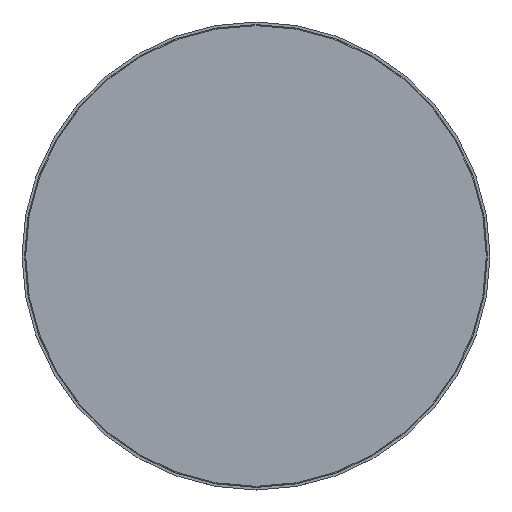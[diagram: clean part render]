
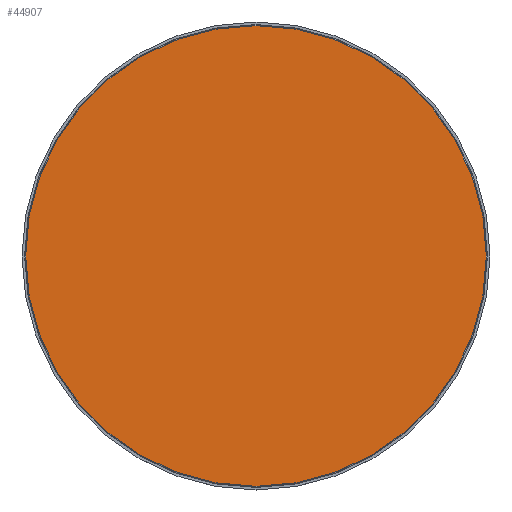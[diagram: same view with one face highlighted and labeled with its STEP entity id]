
A CAD part, top view. The second image highlights one B-rep face of the part: STEP entity #44907.
In plain terms, the highlighted planar face has unit normal (0, 0, 1).
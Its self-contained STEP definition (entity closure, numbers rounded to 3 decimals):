
#10631=FACE_OUTER_BOUND('',#13055,.T.);
#13055=EDGE_LOOP('',(#35477,#35478));
#15431=CIRCLE('',#48624,88.3);
#15432=CIRCLE('',#48625,88.3);
#18717=VERTEX_POINT('',#102540);
#18718=VERTEX_POINT('',#102541);
#24552=EDGE_CURVE('',#18717,#18718,#15431,.T.);
#24553=EDGE_CURVE('',#18718,#18717,#15432,.T.);
#35477=ORIENTED_EDGE('',*,*,#24552,.T.);
#35478=ORIENTED_EDGE('',*,*,#24553,.T.);
#40468=PLANE('',#48623);
#44907=ADVANCED_FACE('',(#10631),#40468,.T.);
#48623=AXIS2_PLACEMENT_3D('',#102539,#57064,#57065);
#48624=AXIS2_PLACEMENT_3D('',#102542,#57066,#57067);
#48625=AXIS2_PLACEMENT_3D('',#102543,#57068,#57069);
#57064=DIRECTION('center_axis',(0.,0.,1.));
#57065=DIRECTION('ref_axis',(1.,0.,0.));
#57066=DIRECTION('center_axis',(0.,0.,1.));
#57067=DIRECTION('ref_axis',(0.,1.,0.));
#57068=DIRECTION('center_axis',(0.,0.,1.));
#57069=DIRECTION('ref_axis',(0.,1.,0.));
#102539=CARTESIAN_POINT('Origin',(0.,0.,1.2));
#102540=CARTESIAN_POINT('',(0.,-88.3,1.2));
#102541=CARTESIAN_POINT('',(-88.3,0.,1.2));
#102542=CARTESIAN_POINT('Origin',(0.,0.,1.2));
#102543=CARTESIAN_POINT('Origin',(0.,0.,1.2));
